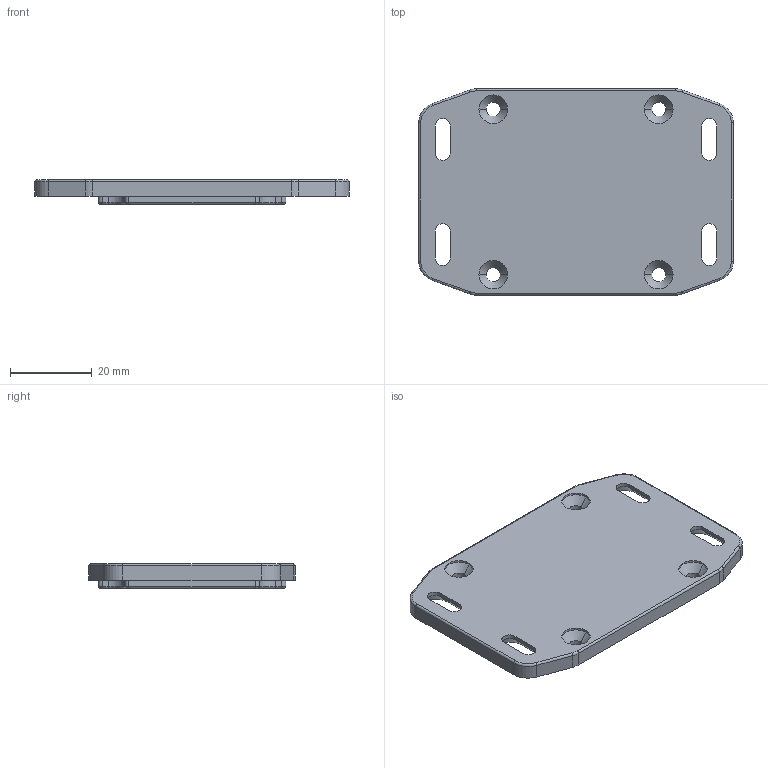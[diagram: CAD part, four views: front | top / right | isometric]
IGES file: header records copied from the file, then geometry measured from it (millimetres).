
Global section: file name: No Iges File Name specified; native system: Autodesk Inventor 2009; preprocessor: AutoDesk Inventor Iges Exporter R2009; author: trinas; date: 20090304.085032; units: millimetre
Bounding box: 77 x 50.5 x 6 mm (x, y, z)
Volume: 10907.9 mm3; surface area: 9351.1 mm2
Topology: 1 solids, 1 shells, 207 faces, 493 edges, 281 vertices
Faces by surface type: plane 50, cylinder 50, revolution 46, bspline 37, torus 24
